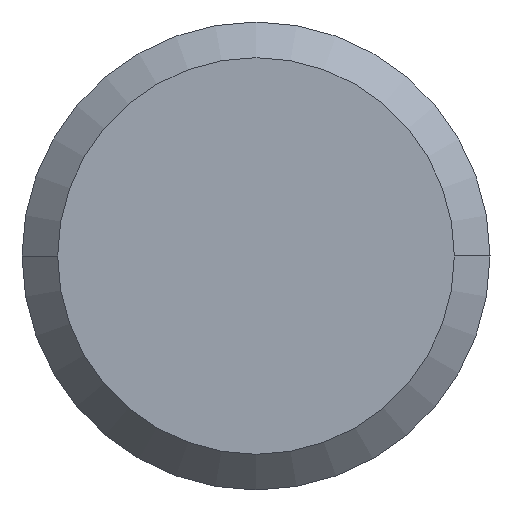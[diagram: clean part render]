
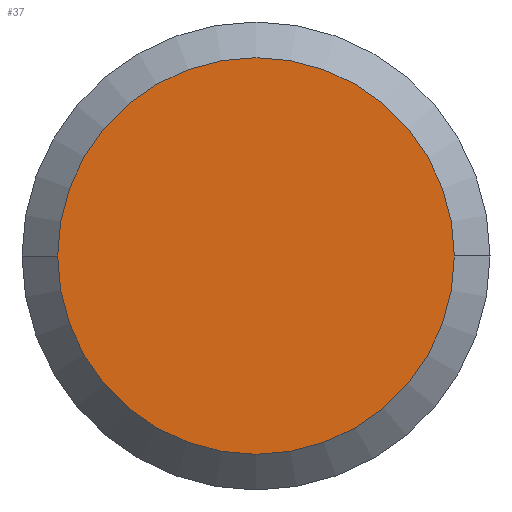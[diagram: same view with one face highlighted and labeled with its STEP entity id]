
A CAD part, left-side view. The second image highlights one B-rep face of the part: STEP entity #37.
In plain terms, the highlighted planar face has unit normal (-1, 0, 0).
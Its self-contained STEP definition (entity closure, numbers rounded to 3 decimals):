
#24 = FACE_OUTER_BOUND ( 'NONE', #500, .T. ) ;
#37 = ADVANCED_FACE ( 'NONE', ( #24 ), #171, .T. ) ;
#59 = CIRCLE ( 'NONE', #416, 4.238 ) ;
#61 = VERTEX_POINT ( 'NONE', #434 ) ;
#62 = DIRECTION ( 'NONE',  ( 1., 0., 0. ) ) ;
#83 = VERTEX_POINT ( 'NONE', #357 ) ;
#128 = DIRECTION ( 'NONE',  ( -1., 0., 0. ) ) ;
#171 = PLANE ( 'NONE',  #347 ) ;
#187 = ORIENTED_EDGE ( 'NONE', *, *, #289, .F. ) ;
#217 = CARTESIAN_POINT ( 'NONE',  ( 0., 0., 0. ) ) ;
#289 = EDGE_CURVE ( 'NONE', #61, #83, #59, .T. ) ;
#290 = CARTESIAN_POINT ( 'NONE',  ( 0., 0., 0. ) ) ;
#347 = AXIS2_PLACEMENT_3D ( 'NONE', #217, #128, #579 ) ;
#357 = CARTESIAN_POINT ( 'NONE',  ( 0., 4.238, 0. ) ) ;
#362 = CARTESIAN_POINT ( 'NONE',  ( 0., 0., 0. ) ) ;
#413 = DIRECTION ( 'NONE',  ( 0., 1., 0. ) ) ;
#416 = AXIS2_PLACEMENT_3D ( 'NONE', #362, #543, #541 ) ;
#420 = EDGE_CURVE ( 'NONE', #83, #61, #583, .T. ) ;
#433 = ORIENTED_EDGE ( 'NONE', *, *, #420, .F. ) ;
#434 = CARTESIAN_POINT ( 'NONE',  ( 0., -4.238, 0. ) ) ;
#500 = EDGE_LOOP ( 'NONE', ( #433, #187 ) ) ;
#520 = AXIS2_PLACEMENT_3D ( 'NONE', #290, #62, #413 ) ;
#541 = DIRECTION ( 'NONE',  ( 0., 1., 0. ) ) ;
#543 = DIRECTION ( 'NONE',  ( 1., 0., 0. ) ) ;
#579 = DIRECTION ( 'NONE',  ( 0., -1., 0. ) ) ;
#583 = CIRCLE ( 'NONE', #520, 4.238 ) ;
